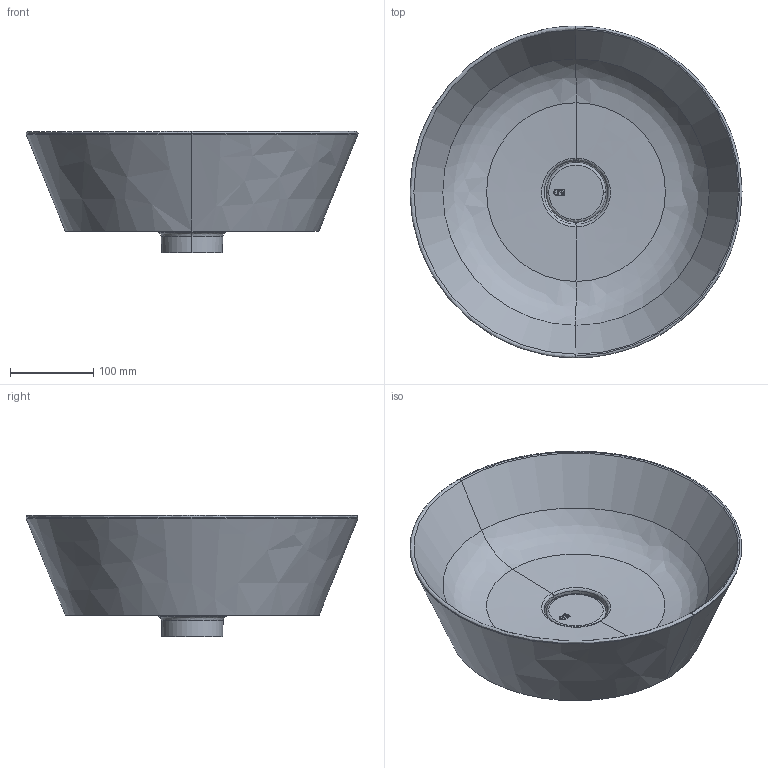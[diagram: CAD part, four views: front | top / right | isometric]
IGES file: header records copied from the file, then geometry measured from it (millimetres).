
Start section:  PTC IGES file: 45901_asm.igs
Global section: file name: 45901_asm.igs; native system: Pro/ENGINEER by Parametric Technology Corporation; preprocessor: 2010040; author: gbalzan; organization: Unknown; date: 20140611.103557; units: millimetre
Bounding box: 399.59 x 399.59 x 145.8 mm (x, y, z)
Surface area: 530543 mm2 (no closed solid volume)
Topology: 0 solids, 32 shells, 313 faces, 803 edges, 517 vertices
Faces by surface type: bspline 313
